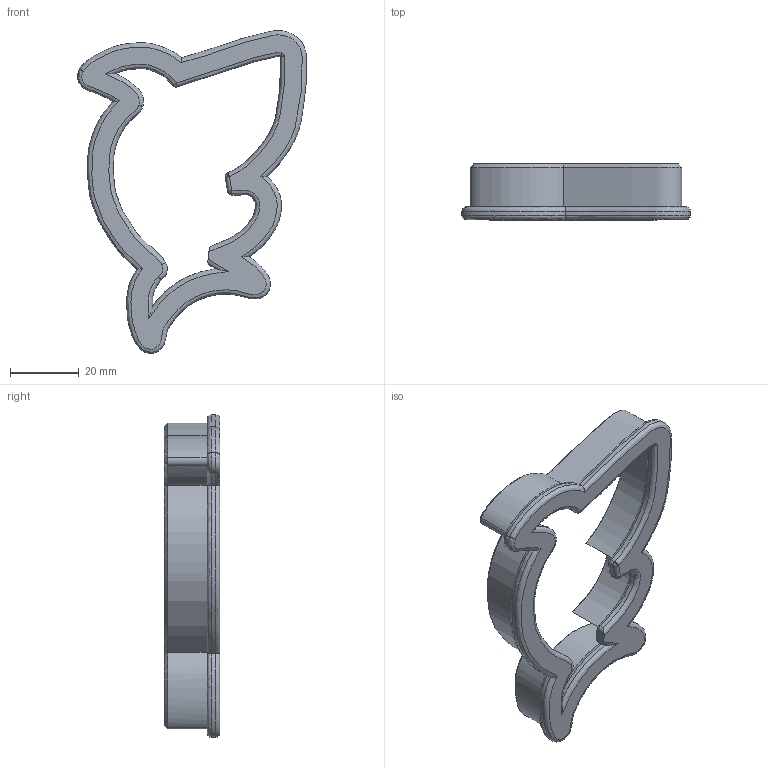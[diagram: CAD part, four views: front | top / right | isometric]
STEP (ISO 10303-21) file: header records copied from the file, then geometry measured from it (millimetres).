
FILE_DESCRIPTION(/* description */ ('','CAx-IF Rec.Pracs.---Representation and Presentation of Product Manufacturing Information (PMI)---4.0---2014-10-13'),/* implementation_level */ '2;1');
FILE_NAME(/* name */ 'JC_CookieCutter.step',/* time_stamp */ '2025-02-03T14:57:43-06:00',/* author */ (''),/* organization */ (''),/* preprocessor_version */ 'ST-DEVELOPER v20',/* originating_system */ 'Autodesk Translation Framework v13.20.0.188',/* authorisation */ '');
FILE_SCHEMA (('AP242_MANAGED_MODEL_BASED_3D_ENGINEERING_MIM_LF { 1 0 10303 442 1 1 4 }'));
Length unit declared in the file: millimetre
Products named in the file (1): JC_CookieCutter
Bounding box: 66.52 x 16.25 x 93.84 mm (x, y, z)
Volume: 10080.4 mm3; surface area: 12689.5 mm2
Topology: 1 solids, 1 shells, 94 faces, 219 edges, 126 vertices
Faces by surface type: bspline 77, plane 7, cylinder 4, sphere 4, torus 2
Entity records: 18889 total; most frequent: CARTESIAN_POINT 17298, ORIENTED_EDGE 434, EDGE_CURVE 217, B_SPLINE_CURVE_WITH_KNOTS 144, VERTEX_POINT 126, DIRECTION 121, EDGE_LOOP 97, FACE_OUTER_BOUND 94
